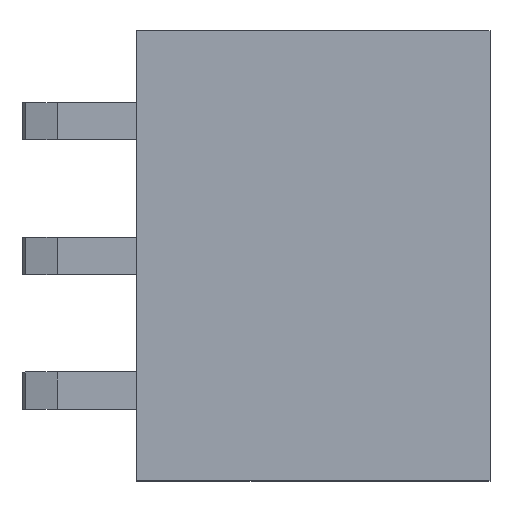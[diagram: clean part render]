
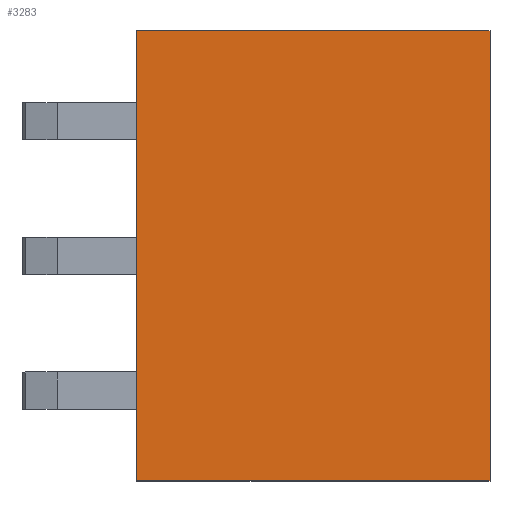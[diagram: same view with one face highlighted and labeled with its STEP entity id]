
A CAD part, top view. The second image highlights one B-rep face of the part: STEP entity #3283.
In plain terms, the highlighted planar face has unit normal (0, 0, 1).
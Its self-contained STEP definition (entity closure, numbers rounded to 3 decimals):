
#13 = ORIENTED_EDGE ( 'NONE', *, *, #4331, .F. ) ;
#83 = VERTEX_POINT ( 'NONE', #709 ) ;
#131 = CARTESIAN_POINT ( 'NONE',  ( 0., 0., 6.42 ) ) ;
#190 = DIRECTION ( 'NONE',  ( 1., 0., 0. ) ) ;
#353 = CARTESIAN_POINT ( 'NONE',  ( 0., 0., 6.42 ) ) ;
#394 = ORIENTED_EDGE ( 'NONE', *, *, #2952, .T. ) ;
#709 = CARTESIAN_POINT ( 'NONE',  ( 10., 12.75, 6.42 ) ) ;
#804 = PLANE ( 'NONE',  #1021 ) ;
#895 = FACE_OUTER_BOUND ( 'NONE', #2500, .T. ) ;
#917 = VERTEX_POINT ( 'NONE', #131 ) ;
#1021 = AXIS2_PLACEMENT_3D ( 'NONE', #4150, #1921, #4500 ) ;
#1050 = DIRECTION ( 'NONE',  ( 0., -1., 0. ) ) ;
#1263 = ORIENTED_EDGE ( 'NONE', *, *, #4394, .T. ) ;
#1278 = VERTEX_POINT ( 'NONE', #2222 ) ;
#1301 = VECTOR ( 'NONE', #190, 1000. ) ;
#1698 = LINE ( 'NONE', #3960, #2687 ) ;
#1743 = DIRECTION ( 'NONE',  ( 0., -1., 0. ) ) ;
#1921 = DIRECTION ( 'NONE',  ( 0., 0., -1. ) ) ;
#2222 = CARTESIAN_POINT ( 'NONE',  ( 10., 0., 6.42 ) ) ;
#2414 = VECTOR ( 'NONE', #1050, 1000. ) ;
#2500 = EDGE_LOOP ( 'NONE', ( #13, #4720, #394, #1263 ) ) ;
#2644 = LINE ( 'NONE', #4363, #2414 ) ;
#2687 = VECTOR ( 'NONE', #1743, 1000. ) ;
#2892 = CARTESIAN_POINT ( 'NONE',  ( 0., 12.75, 6.42 ) ) ;
#2952 = EDGE_CURVE ( 'NONE', #3022, #917, #2644, .T. ) ;
#3022 = VERTEX_POINT ( 'NONE', #2892 ) ;
#3149 = CARTESIAN_POINT ( 'NONE',  ( 0., 12.75, 6.42 ) ) ;
#3278 = LINE ( 'NONE', #3149, #1301 ) ;
#3283 = ADVANCED_FACE ( 'NONE', ( #895 ), #804, .F. ) ;
#3551 = VECTOR ( 'NONE', #4050, 1000. ) ;
#3960 = CARTESIAN_POINT ( 'NONE',  ( 10., 8.94, 6.42 ) ) ;
#4050 = DIRECTION ( 'NONE',  ( 1., 0., 0. ) ) ;
#4150 = CARTESIAN_POINT ( 'NONE',  ( 0., 8.94, 6.42 ) ) ;
#4236 = EDGE_CURVE ( 'NONE', #3022, #83, #3278, .T. ) ;
#4306 = LINE ( 'NONE', #353, #3551 ) ;
#4331 = EDGE_CURVE ( 'NONE', #83, #1278, #1698, .T. ) ;
#4363 = CARTESIAN_POINT ( 'NONE',  ( 0., 8.94, 6.42 ) ) ;
#4394 = EDGE_CURVE ( 'NONE', #917, #1278, #4306, .T. ) ;
#4500 = DIRECTION ( 'NONE',  ( -1., 0., 0. ) ) ;
#4720 = ORIENTED_EDGE ( 'NONE', *, *, #4236, .F. ) ;
